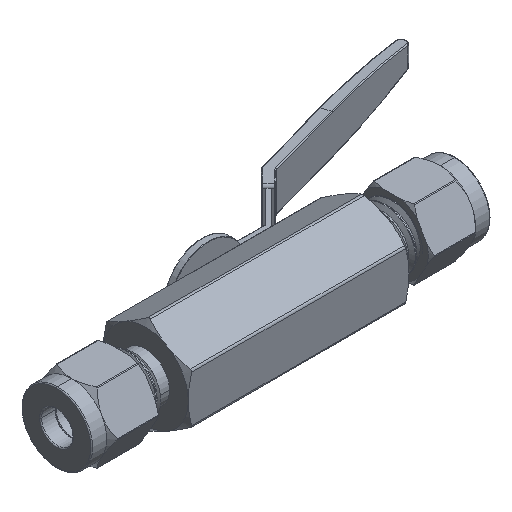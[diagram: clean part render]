
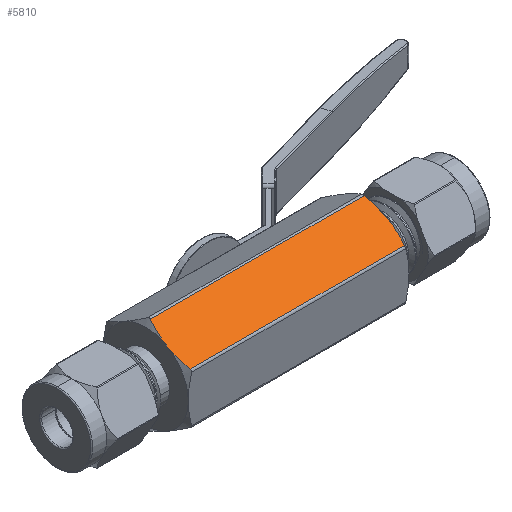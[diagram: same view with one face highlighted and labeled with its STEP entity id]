
A CAD part, isometric view. The second image highlights one B-rep face of the part: STEP entity #5810.
In plain terms, the highlighted planar face has unit normal (0, -0.5, 0.866).
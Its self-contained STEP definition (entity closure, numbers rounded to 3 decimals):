
#2457=DIRECTION('',(-1.,0.,0.));
#2458=VECTOR('',#2457,42.645);
#2459=CARTESIAN_POINT('',(21.322,-0.25,9.671));
#2460=LINE('',#2459,#2458);
#2461=CARTESIAN_POINT('',(21.322,-0.25,9.671));
#2462=CARTESIAN_POINT('',(21.434,-0.6,
9.469));
#2463=CARTESIAN_POINT('',(21.63,-1.289,9.071));
#2464=CARTESIAN_POINT('',(21.841,-2.282,8.498));
#2465=CARTESIAN_POINT('',(21.971,-3.266,7.929));
#2466=CARTESIAN_POINT('',(22.,-3.923,7.55));
#2467=CARTESIAN_POINT('',(22.,-4.25,7.361));
#2469=CARTESIAN_POINT('',(22.,-4.25,7.361));
#2470=CARTESIAN_POINT('',(22.,-4.578,7.172));
#2471=CARTESIAN_POINT('',(21.971,-5.234,6.793));
#2472=CARTESIAN_POINT('',(21.841,-6.219,6.224));
#2473=CARTESIAN_POINT('',(21.63,-7.211,5.652));
#2474=CARTESIAN_POINT('',(21.434,-7.9,5.254));
#2475=CARTESIAN_POINT('',(21.322,-8.25,5.052));
#2477=DIRECTION('',(-1.,0.,0.));
#2478=VECTOR('',#2477,42.645);
#2479=CARTESIAN_POINT('',(21.322,-8.25,5.052));
#2480=LINE('',#2479,#2478);
#2481=CARTESIAN_POINT('',(-22.,-4.25,7.361));
#2482=CARTESIAN_POINT('',(-22.,-4.578,7.172));
#2483=CARTESIAN_POINT('',(-21.971,-5.234,
6.793));
#2484=CARTESIAN_POINT('',(-21.841,-6.219,
6.224));
#2485=CARTESIAN_POINT('',(-21.63,-7.211,
5.652));
#2486=CARTESIAN_POINT('',(-21.434,-7.9,
5.254));
#2487=CARTESIAN_POINT('',(-21.322,-8.25,5.052));
#2489=CARTESIAN_POINT('',(-21.322,-0.25,9.671));
#2490=CARTESIAN_POINT('',(-21.434,-0.6,
9.469));
#2491=CARTESIAN_POINT('',(-21.63,-1.289,
9.071));
#2492=CARTESIAN_POINT('',(-21.841,-2.282,
8.498));
#2493=CARTESIAN_POINT('',(-21.971,-3.266,
7.929));
#2494=CARTESIAN_POINT('',(-22.,-3.923,7.55));
#2495=CARTESIAN_POINT('',(-22.,-4.25,7.361));
#2903=CARTESIAN_POINT('',(21.322,-0.25,9.671));
#2904=CARTESIAN_POINT('',(-21.322,-0.25,9.671));
#2905=VERTEX_POINT('',#2903);
#2906=VERTEX_POINT('',#2904);
#2939=CARTESIAN_POINT('',(21.322,-8.25,5.052));
#2940=CARTESIAN_POINT('',(-21.322,-8.25,5.052));
#2941=VERTEX_POINT('',#2939);
#2942=VERTEX_POINT('',#2940);
#2947=CARTESIAN_POINT('',(-22.,-4.25,7.361));
#2949=VERTEX_POINT('',#2947);
#2959=CARTESIAN_POINT('',(22.,-4.25,7.361));
#2961=VERTEX_POINT('',#2959);
#5796=CARTESIAN_POINT('',(-22.,0.,9.815));
#5797=DIRECTION('',(0.,-0.5,0.866));
#5798=DIRECTION('',(0.,-0.866,-0.5));
#5799=AXIS2_PLACEMENT_3D('',#5796,#5797,#5798);
#5800=PLANE('',#5799);
#5801=ORIENTED_EDGE('',*,*,#5700,.F.);
#5802=ORIENTED_EDGE('',*,*,#5627,.T.);
#5803=ORIENTED_EDGE('',*,*,#5684,.T.);
#5805=ORIENTED_EDGE('',*,*,#5804,.T.);
#5806=ORIENTED_EDGE('',*,*,#5791,.F.);
#5807=ORIENTED_EDGE('',*,*,#5730,.F.);
#5808=EDGE_LOOP('',(#5801,#5802,#5803,#5805,#5806,#5807));
#5809=FACE_OUTER_BOUND('',#5808,.F.);
#2468=B_SPLINE_CURVE_WITH_KNOTS('',3,(#2461,#2462,#2463,#2464,#2465,#2466,
#2467),.UNSPECIFIED.,.F.,.F.,(4,1,1,1,4),(0.,0.25,0.5,0.75,1.),
.UNSPECIFIED.);
#2476=B_SPLINE_CURVE_WITH_KNOTS('',3,(#2469,#2470,#2471,#2472,#2473,#2474,
#2475),.UNSPECIFIED.,.F.,.F.,(4,1,1,1,4),(0.,0.25,0.5,0.75,1.),
.UNSPECIFIED.);
#2488=B_SPLINE_CURVE_WITH_KNOTS('',3,(#2481,#2482,#2483,#2484,#2485,#2486,
#2487),.UNSPECIFIED.,.F.,.F.,(4,1,1,1,4),(0.,0.25,0.5,0.75,1.),
.UNSPECIFIED.);
#2496=B_SPLINE_CURVE_WITH_KNOTS('',3,(#2489,#2490,#2491,#2492,#2493,#2494,
#2495),.UNSPECIFIED.,.F.,.F.,(4,1,1,1,4),(0.,0.25,0.5,0.75,1.),
.UNSPECIFIED.);
#5627=EDGE_CURVE('',#2905,#2961,#2468,.T.);
#5684=EDGE_CURVE('',#2961,#2941,#2476,.T.);
#5700=EDGE_CURVE('',#2905,#2906,#2460,.T.);
#5730=EDGE_CURVE('',#2906,#2949,#2496,.T.);
#5791=EDGE_CURVE('',#2949,#2942,#2488,.T.);
#5804=EDGE_CURVE('',#2941,#2942,#2480,.T.);
#5810=ADVANCED_FACE('',(#5809),#5800,.T.);
